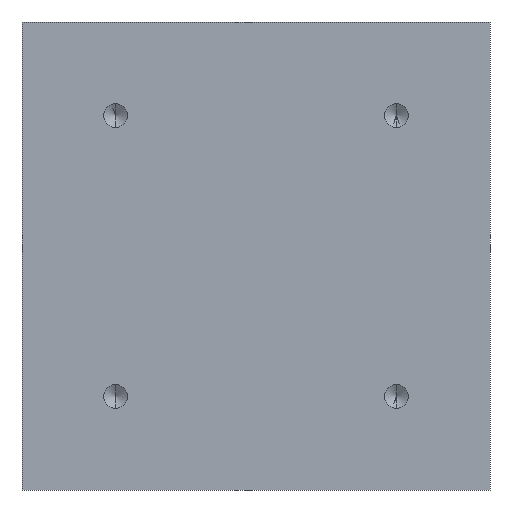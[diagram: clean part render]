
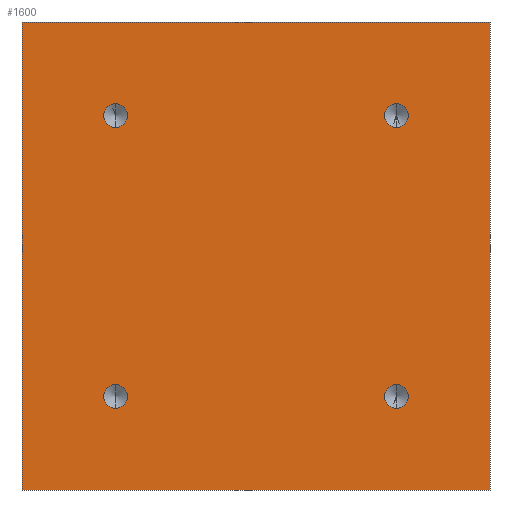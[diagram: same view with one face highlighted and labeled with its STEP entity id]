
A CAD part, front view. The second image highlights one B-rep face of the part: STEP entity #1600.
In plain terms, the highlighted planar face has unit normal (0, -1, 0).
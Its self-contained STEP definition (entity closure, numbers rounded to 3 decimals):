
#8 = AXIS2_PLACEMENT_3D ( 'NONE', #1068, #1465, #2114 ) ;
#43 = EDGE_LOOP ( 'NONE', ( #644, #815 ) ) ;
#54 = EDGE_CURVE ( 'NONE', #2095, #1472, #1753, .T. ) ;
#65 = CIRCLE ( 'NONE', #354, 2.553 ) ;
#80 = CARTESIAN_POINT ( 'NONE',  ( -50., 0., 50. ) ) ;
#85 = EDGE_LOOP ( 'NONE', ( #2433, #2396 ) ) ;
#89 = LINE ( 'NONE', #2101, #1747 ) ;
#102 = EDGE_CURVE ( 'NONE', #1472, #2383, #120, .T. ) ;
#120 = LINE ( 'NONE', #861, #133 ) ;
#133 = VECTOR ( 'NONE', #2348, 1000. ) ;
#136 = EDGE_LOOP ( 'NONE', ( #2239, #652 ) ) ;
#138 = EDGE_CURVE ( 'NONE', #335, #312, #2044, .T. ) ;
#141 = CARTESIAN_POINT ( 'NONE',  ( -30., 0., -27.447 ) ) ;
#178 = EDGE_CURVE ( 'NONE', #596, #1555, #2509, .T. ) ;
#200 = CARTESIAN_POINT ( 'NONE',  ( -30., 0., 32.553 ) ) ;
#204 = AXIS2_PLACEMENT_3D ( 'NONE', #726, #1781, #946 ) ;
#217 = DIRECTION ( 'NONE',  ( 0., 0., 1. ) ) ;
#218 = EDGE_CURVE ( 'NONE', #1555, #596, #2228, .T. ) ;
#256 = ORIENTED_EDGE ( 'NONE', *, *, #2233, .F. ) ;
#310 = FACE_OUTER_BOUND ( 'NONE', #1526, .T. ) ;
#312 = VERTEX_POINT ( 'NONE', #400 ) ;
#335 = VERTEX_POINT ( 'NONE', #200 ) ;
#340 = CARTESIAN_POINT ( 'NONE',  ( -50., 0., -50. ) ) ;
#354 = AXIS2_PLACEMENT_3D ( 'NONE', #1410, #2045, #995 ) ;
#396 = CARTESIAN_POINT ( 'NONE',  ( -30., 0., -30. ) ) ;
#398 = AXIS2_PLACEMENT_3D ( 'NONE', #940, #522, #1557 ) ;
#400 = CARTESIAN_POINT ( 'NONE',  ( -30., 0., 27.447 ) ) ;
#423 = VECTOR ( 'NONE', #1504, 1000. ) ;
#451 = VECTOR ( 'NONE', #1711, 1000. ) ;
#471 = DIRECTION ( 'NONE',  ( 0., -1., 0. ) ) ;
#522 = DIRECTION ( 'NONE',  ( 0., -1., 0. ) ) ;
#526 = CARTESIAN_POINT ( 'NONE',  ( 30., 0., 32.553 ) ) ;
#533 = DIRECTION ( 'NONE',  ( 0., 0., 1. ) ) ;
#560 = DIRECTION ( 'NONE',  ( 0., -1., 0. ) ) ;
#596 = VERTEX_POINT ( 'NONE', #1372 ) ;
#644 = ORIENTED_EDGE ( 'NONE', *, *, #2346, .F. ) ;
#650 = FACE_BOUND ( 'NONE', #136, .T. ) ;
#652 = ORIENTED_EDGE ( 'NONE', *, *, #138, .F. ) ;
#678 = CARTESIAN_POINT ( 'NONE',  ( 30., 0., -30. ) ) ;
#693 = DIRECTION ( 'NONE',  ( 0., -1., 0. ) ) ;
#702 = DIRECTION ( 'NONE',  ( 0., 0., -1. ) ) ;
#726 = CARTESIAN_POINT ( 'NONE',  ( 30., 0., -30. ) ) ;
#811 = AXIS2_PLACEMENT_3D ( 'NONE', #396, #1197, #702 ) ;
#815 = ORIENTED_EDGE ( 'NONE', *, *, #2006, .F. ) ;
#847 = EDGE_CURVE ( 'NONE', #2383, #1336, #89, .T. ) ;
#861 = CARTESIAN_POINT ( 'NONE',  ( -50., 0., -50. ) ) ;
#881 = CARTESIAN_POINT ( 'NONE',  ( 50., 0., 50. ) ) ;
#933 = DIRECTION ( 'NONE',  ( 0., 1., 0. ) ) ;
#940 = CARTESIAN_POINT ( 'NONE',  ( 30., 0., 30. ) ) ;
#945 = CARTESIAN_POINT ( 'NONE',  ( -30., 0., -32.553 ) ) ;
#946 = DIRECTION ( 'NONE',  ( 0., 0., -1. ) ) ;
#983 = CIRCLE ( 'NONE', #1321, 2.553 ) ;
#995 = DIRECTION ( 'NONE',  ( 0., 0., -1. ) ) ;
#1025 = AXIS2_PLACEMENT_3D ( 'NONE', #2545, #693, #1516 ) ;
#1061 = CIRCLE ( 'NONE', #398, 2.553 ) ;
#1065 = CARTESIAN_POINT ( 'NONE',  ( 30., 0., 27.447 ) ) ;
#1068 = CARTESIAN_POINT ( 'NONE',  ( -30., 0., 30. ) ) ;
#1085 = CARTESIAN_POINT ( 'NONE',  ( 50., 0., -50. ) ) ;
#1087 = CARTESIAN_POINT ( 'NONE',  ( 30., 0., -32.553 ) ) ;
#1180 = ORIENTED_EDGE ( 'NONE', *, *, #102, .F. ) ;
#1197 = DIRECTION ( 'NONE',  ( 0., -1., 0. ) ) ;
#1240 = VERTEX_POINT ( 'NONE', #141 ) ;
#1270 = DIRECTION ( 'NONE',  ( 0., 0., -1. ) ) ;
#1289 = CARTESIAN_POINT ( 'NONE',  ( -50., 0., 50. ) ) ;
#1311 = FACE_BOUND ( 'NONE', #85, .T. ) ;
#1321 = AXIS2_PLACEMENT_3D ( 'NONE', #2420, #560, #1349 ) ;
#1336 = VERTEX_POINT ( 'NONE', #80 ) ;
#1349 = DIRECTION ( 'NONE',  ( 0., 0., -1. ) ) ;
#1372 = CARTESIAN_POINT ( 'NONE',  ( 30., 0., -27.447 ) ) ;
#1382 = EDGE_LOOP ( 'NONE', ( #256, #1458 ) ) ;
#1410 = CARTESIAN_POINT ( 'NONE',  ( -30., 0., 30. ) ) ;
#1439 = CARTESIAN_POINT ( 'NONE',  ( 50., 0., -50. ) ) ;
#1458 = ORIENTED_EDGE ( 'NONE', *, *, #2407, .F. ) ;
#1465 = DIRECTION ( 'NONE',  ( 0., -1., 0. ) ) ;
#1472 = VERTEX_POINT ( 'NONE', #1439 ) ;
#1504 = DIRECTION ( 'NONE',  ( 1., 0., 0. ) ) ;
#1516 = DIRECTION ( 'NONE',  ( 0., 0., -1. ) ) ;
#1526 = EDGE_LOOP ( 'NONE', ( #2180, #1917, #2253, #1180 ) ) ;
#1555 = VERTEX_POINT ( 'NONE', #1087 ) ;
#1557 = DIRECTION ( 'NONE',  ( 0., 0., -1. ) ) ;
#1576 = PLANE ( 'NONE',  #1811 ) ;
#1578 = EDGE_CURVE ( 'NONE', #1336, #2095, #1932, .T. ) ;
#1600 = ADVANCED_FACE ( 'NONE', ( #2500, #650, #1915, #1311, #310 ), #1576, .F. ) ;
#1647 = AXIS2_PLACEMENT_3D ( 'NONE', #678, #471, #1270 ) ;
#1711 = DIRECTION ( 'NONE',  ( 0., 0., -1. ) ) ;
#1747 = VECTOR ( 'NONE', #217, 1000. ) ;
#1753 = LINE ( 'NONE', #1085, #451 ) ;
#1781 = DIRECTION ( 'NONE',  ( 0., -1., 0. ) ) ;
#1793 = EDGE_CURVE ( 'NONE', #312, #335, #65, .T. ) ;
#1811 = AXIS2_PLACEMENT_3D ( 'NONE', #2580, #933, #533 ) ;
#1915 = FACE_BOUND ( 'NONE', #1382, .T. ) ;
#1917 = ORIENTED_EDGE ( 'NONE', *, *, #1578, .F. ) ;
#1932 = LINE ( 'NONE', #1289, #423 ) ;
#2006 = EDGE_CURVE ( 'NONE', #1240, #2013, #983, .T. ) ;
#2013 = VERTEX_POINT ( 'NONE', #945 ) ;
#2044 = CIRCLE ( 'NONE', #8, 2.553 ) ;
#2045 = DIRECTION ( 'NONE',  ( 0., -1., 0. ) ) ;
#2057 = VERTEX_POINT ( 'NONE', #1065 ) ;
#2095 = VERTEX_POINT ( 'NONE', #881 ) ;
#2101 = CARTESIAN_POINT ( 'NONE',  ( -50., 0., -50. ) ) ;
#2109 = CIRCLE ( 'NONE', #1025, 2.553 ) ;
#2114 = DIRECTION ( 'NONE',  ( 0., 0., -1. ) ) ;
#2180 = ORIENTED_EDGE ( 'NONE', *, *, #54, .F. ) ;
#2228 = CIRCLE ( 'NONE', #204, 2.553 ) ;
#2233 = EDGE_CURVE ( 'NONE', #2057, #2390, #1061, .T. ) ;
#2239 = ORIENTED_EDGE ( 'NONE', *, *, #1793, .F. ) ;
#2253 = ORIENTED_EDGE ( 'NONE', *, *, #847, .F. ) ;
#2332 = CIRCLE ( 'NONE', #811, 2.553 ) ;
#2346 = EDGE_CURVE ( 'NONE', #2013, #1240, #2332, .T. ) ;
#2348 = DIRECTION ( 'NONE',  ( -1., 0., 0. ) ) ;
#2383 = VERTEX_POINT ( 'NONE', #340 ) ;
#2390 = VERTEX_POINT ( 'NONE', #526 ) ;
#2396 = ORIENTED_EDGE ( 'NONE', *, *, #178, .F. ) ;
#2407 = EDGE_CURVE ( 'NONE', #2390, #2057, #2109, .T. ) ;
#2420 = CARTESIAN_POINT ( 'NONE',  ( -30., 0., -30. ) ) ;
#2433 = ORIENTED_EDGE ( 'NONE', *, *, #218, .F. ) ;
#2500 = FACE_BOUND ( 'NONE', #43, .T. ) ;
#2509 = CIRCLE ( 'NONE', #1647, 2.553 ) ;
#2545 = CARTESIAN_POINT ( 'NONE',  ( 30., 0., 30. ) ) ;
#2580 = CARTESIAN_POINT ( 'NONE',  ( 0., 0., 0. ) ) ;
